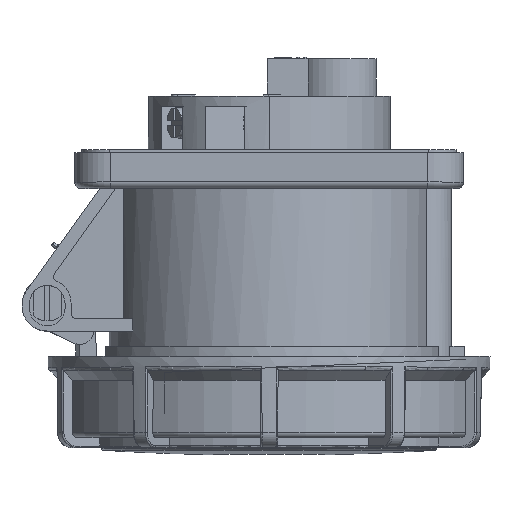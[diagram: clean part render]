
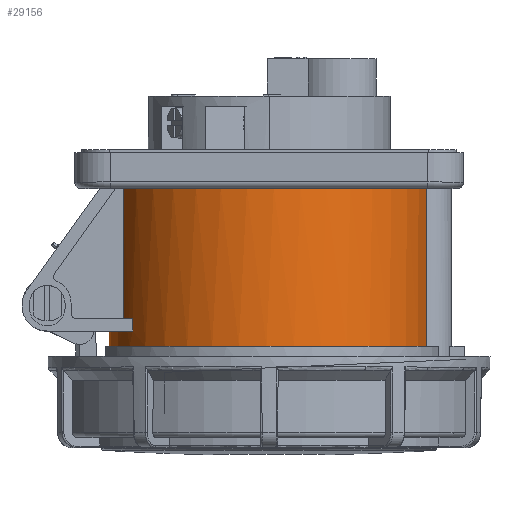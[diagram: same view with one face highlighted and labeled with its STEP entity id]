
A CAD part, top view. The second image highlights one B-rep face of the part: STEP entity #29156.
In plain terms, the highlighted cylindrical face has radius 31.6 mm (diameter 63.2 mm), a partial arc.
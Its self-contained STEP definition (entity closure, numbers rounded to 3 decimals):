
#2335=CARTESIAN_POINT('',(0.,0.,0.));
#2336=DIRECTION('',(0.,-1.,0.));
#2337=DIRECTION('',(0.98,0.,0.198));
#2338=AXIS2_PLACEMENT_3D('',#2335,#2336,#2337);
#2340=DIRECTION('',(0.,-1.,0.));
#2341=VECTOR('',#2340,2.2);
#2342=CARTESIAN_POINT('',(30.976,2.2,-6.25));
#2343=LINE('',#2342,#2341);
#2344=CARTESIAN_POINT('',(0.,2.2,0.));
#2345=DIRECTION('',(0.,1.,0.));
#2346=DIRECTION('',(0.98,0.,-0.198));
#2347=AXIS2_PLACEMENT_3D('',#2344,#2345,#2346);
#2349=DIRECTION('',(0.,1.,0.));
#2350=VECTOR('',#2349,7.1);
#2351=CARTESIAN_POINT('',(-29.805,2.2,-10.5));
#2352=LINE('',#2351,#2350);
#2353=CARTESIAN_POINT('',(0.,9.3,0.));
#2354=DIRECTION('',(0.,-1.,0.));
#2355=DIRECTION('',(-0.943,0.,-0.332));
#2356=AXIS2_PLACEMENT_3D('',#2353,#2354,#2355);
#2358=DIRECTION('',(0.,-1.,0.));
#2359=VECTOR('',#2358,31.2);
#2360=CARTESIAN_POINT('',(30.976,40.5,-6.25));
#2361=LINE('',#2360,#2359);
#2362=CARTESIAN_POINT('',(0.,40.5,0.));
#2363=DIRECTION('',(0.,-1.,0.));
#2364=DIRECTION('',(-0.911,0.,-0.411));
#2365=AXIS2_PLACEMENT_3D('',#2362,#2363,#2364);
#2367=DIRECTION('',(0.,-1.,0.));
#2368=VECTOR('',#2367,25.68);
#2369=CARTESIAN_POINT('',(-28.802,40.5,-13.));
#2370=LINE('',#2369,#2368);
#2371=DIRECTION('',(0.,-1.,0.));
#2372=VECTOR('',#2371,2.5);
#2373=CARTESIAN_POINT('',(-26.95,14.82,-16.5));
#2374=LINE('',#2373,#2372);
#2375=DIRECTION('',(0.,-1.,0.));
#2376=VECTOR('',#2375,28.18);
#2377=CARTESIAN_POINT('',(-29.805,40.5,-10.5));
#2378=LINE('',#2377,#2376);
#2379=CARTESIAN_POINT('',(0.,40.5,0.));
#2380=DIRECTION('',(0.,-1.,0.));
#2381=DIRECTION('',(-0.999,0.,-0.047));
#2382=AXIS2_PLACEMENT_3D('',#2379,#2380,#2381);
#2384=CARTESIAN_POINT('',(-31.565,40.5,1.487));
#2385=CARTESIAN_POINT('',(-31.612,40.435,
0.496));
#2386=CARTESIAN_POINT('',(-31.612,40.435,
-0.496));
#2387=CARTESIAN_POINT('',(-31.565,40.5,-1.487));
#2389=CARTESIAN_POINT('',(0.,40.5,0.));
#2390=DIRECTION('',(0.,-1.,0.));
#2391=DIRECTION('',(-0.943,0.,0.332));
#2392=AXIS2_PLACEMENT_3D('',#2389,#2390,#2391);
#2394=DIRECTION('',(0.,-1.,0.));
#2395=VECTOR('',#2394,28.18);
#2396=CARTESIAN_POINT('',(-29.805,40.5,10.5));
#2397=LINE('',#2396,#2395);
#2398=DIRECTION('',(0.,1.,0.));
#2399=VECTOR('',#2398,2.5);
#2400=CARTESIAN_POINT('',(-26.95,12.32,16.5));
#2401=LINE('',#2400,#2399);
#2402=CARTESIAN_POINT('',(0.,14.82,0.));
#2403=DIRECTION('',(0.,-1.,0.));
#2404=DIRECTION('',(-0.853,0.,0.522));
#2405=AXIS2_PLACEMENT_3D('',#2402,#2403,#2404);
#2407=DIRECTION('',(0.,1.,0.));
#2408=VECTOR('',#2407,25.68);
#2409=CARTESIAN_POINT('',(-28.802,14.82,13.));
#2410=LINE('',#2409,#2408);
#2411=CARTESIAN_POINT('',(0.,40.5,0.));
#2412=DIRECTION('',(0.,-1.,0.));
#2413=DIRECTION('',(0.98,0.,0.198));
#2414=AXIS2_PLACEMENT_3D('',#2411,#2412,#2413);
#2416=DIRECTION('',(0.,-1.,0.));
#2417=VECTOR('',#2416,31.2);
#2418=CARTESIAN_POINT('',(30.976,40.5,6.25));
#2419=LINE('',#2418,#2417);
#2420=CARTESIAN_POINT('',(0.,9.3,0.));
#2421=DIRECTION('',(0.,-1.,0.));
#2422=DIRECTION('',(0.98,0.,0.198));
#2423=AXIS2_PLACEMENT_3D('',#2420,#2421,#2422);
#2425=CARTESIAN_POINT('',(0.,2.2,0.));
#2426=DIRECTION('',(0.,1.,0.));
#2427=DIRECTION('',(-0.943,0.,0.332));
#2428=AXIS2_PLACEMENT_3D('',#2425,#2426,#2427);
#2430=DIRECTION('',(0.,-1.,0.));
#2431=VECTOR('',#2430,2.2);
#2432=CARTESIAN_POINT('',(30.976,2.2,6.25));
#2433=LINE('',#2432,#2431);
#2489=DIRECTION('',(0.,1.,0.));
#2490=VECTOR('',#2489,7.1);
#2491=CARTESIAN_POINT('',(-29.805,2.2,10.5));
#2492=LINE('',#2491,#2490);
#9427=CARTESIAN_POINT('',(0.,12.32,0.));
#9428=DIRECTION('',(0.,-1.,0.));
#9429=DIRECTION('',(-0.853,0.,0.522));
#9430=AXIS2_PLACEMENT_3D('',#9427,#9428,#9429);
#9931=CARTESIAN_POINT('',(0.,12.32,0.));
#9932=DIRECTION('',(0.,-1.,0.));
#9933=DIRECTION('',(-0.943,0.,-0.332));
#9934=AXIS2_PLACEMENT_3D('',#9931,#9932,#9933);
#10038=CARTESIAN_POINT('',(0.,14.82,0.));
#10039=DIRECTION('',(0.,1.,0.));
#10040=DIRECTION('',(-0.853,0.,-0.522));
#10041=AXIS2_PLACEMENT_3D('',#10038,#10039,#10040);
#19111=CARTESIAN_POINT('',(30.976,9.3,-6.25));
#19113=VERTEX_POINT('',#19111);
#19116=CARTESIAN_POINT('',(30.976,9.3,6.25));
#19118=VERTEX_POINT('',#19116);
#19127=CARTESIAN_POINT('',(-29.805,12.32,-10.5));
#19128=VERTEX_POINT('',#19127);
#19137=CARTESIAN_POINT('',(-29.805,12.32,10.5));
#19138=VERTEX_POINT('',#19137);
#19179=CARTESIAN_POINT('',(-26.95,12.32,-16.5));
#19180=VERTEX_POINT('',#19179);
#19181=CARTESIAN_POINT('',(-26.95,12.32,16.5));
#19182=VERTEX_POINT('',#19181);
#19193=CARTESIAN_POINT('',(-26.95,14.82,16.5));
#19195=VERTEX_POINT('',#19193);
#19215=CARTESIAN_POINT('',(-26.95,14.82,-16.5));
#19217=VERTEX_POINT('',#19215);
#19227=CARTESIAN_POINT('',(-28.802,14.82,
13.));
#19228=VERTEX_POINT('',#19227);
#19229=CARTESIAN_POINT('',(-28.802,14.82,
-13.));
#19230=VERTEX_POINT('',#19229);
#19305=CARTESIAN_POINT('',(30.976,2.2,-6.25));
#19306=CARTESIAN_POINT('',(30.976,2.2,6.25));
#19307=VERTEX_POINT('',#19305);
#19308=VERTEX_POINT('',#19306);
#19357=CARTESIAN_POINT('',(-29.805,40.5,-10.5));
#19358=VERTEX_POINT('',#19357);
#19359=CARTESIAN_POINT('',(-29.805,40.5,10.5));
#19360=VERTEX_POINT('',#19359);
#19361=CARTESIAN_POINT('',(30.976,40.5,-6.25));
#19362=VERTEX_POINT('',#19361);
#19363=CARTESIAN_POINT('',(30.976,40.5,6.25));
#19364=VERTEX_POINT('',#19363);
#19365=CARTESIAN_POINT('',(-28.802,40.5,13.));
#19366=VERTEX_POINT('',#19365);
#19367=CARTESIAN_POINT('',(-31.565,40.5,1.487));
#19368=VERTEX_POINT('',#19367);
#19369=CARTESIAN_POINT('',(-31.565,40.5,-1.487));
#19370=VERTEX_POINT('',#19369);
#19371=CARTESIAN_POINT('',(-28.802,40.5,-13.));
#19372=VERTEX_POINT('',#19371);
#19589=CARTESIAN_POINT('',(-29.805,9.3,10.5));
#19591=VERTEX_POINT('',#19589);
#19594=CARTESIAN_POINT('',(-29.805,9.3,-10.5));
#19596=VERTEX_POINT('',#19594);
#19601=CARTESIAN_POINT('',(-29.805,2.2,10.5));
#19602=VERTEX_POINT('',#19601);
#19603=CARTESIAN_POINT('',(-29.805,2.2,-10.5));
#19604=VERTEX_POINT('',#19603);
#21329=CARTESIAN_POINT('',(30.976,0.,
6.25));
#21330=CARTESIAN_POINT('',(30.976,0.,
-6.25));
#21331=VERTEX_POINT('',#21329);
#21332=VERTEX_POINT('',#21330);
#29100=CARTESIAN_POINT('',(0.,42.525,0.));
#29101=DIRECTION('',(0.,-1.,0.));
#29102=DIRECTION('',(-1.,0.,0.));
#29103=AXIS2_PLACEMENT_3D('',#29100,#29101,#29102);
#29104=CYLINDRICAL_SURFACE('',#29103,31.6);
#29105=ORIENTED_EDGE('',*,*,#23154,.T.);
#29107=ORIENTED_EDGE('',*,*,#29106,.F.);
#29109=ORIENTED_EDGE('',*,*,#29108,.T.);
#29111=ORIENTED_EDGE('',*,*,#29110,.T.);
#29113=ORIENTED_EDGE('',*,*,#29112,.T.);
#29115=ORIENTED_EDGE('',*,*,#29114,.F.);
#29117=ORIENTED_EDGE('',*,*,#29116,.F.);
#29119=ORIENTED_EDGE('',*,*,#29118,.T.);
#29121=ORIENTED_EDGE('',*,*,#29120,.F.);
#29123=ORIENTED_EDGE('',*,*,#29122,.T.);
#29125=ORIENTED_EDGE('',*,*,#29124,.F.);
#29127=ORIENTED_EDGE('',*,*,#29126,.F.);
#29129=ORIENTED_EDGE('',*,*,#29128,.F.);
#29130=ORIENTED_EDGE('',*,*,#28585,.F.);
#29132=ORIENTED_EDGE('',*,*,#29131,.F.);
#29133=ORIENTED_EDGE('',*,*,#29068,.T.);
#29135=ORIENTED_EDGE('',*,*,#29134,.F.);
#29137=ORIENTED_EDGE('',*,*,#29136,.T.);
#29139=ORIENTED_EDGE('',*,*,#29138,.T.);
#29141=ORIENTED_EDGE('',*,*,#29140,.T.);
#29143=ORIENTED_EDGE('',*,*,#29142,.F.);
#29145=ORIENTED_EDGE('',*,*,#29144,.T.);
#29147=ORIENTED_EDGE('',*,*,#29146,.T.);
#29149=ORIENTED_EDGE('',*,*,#29148,.F.);
#29151=ORIENTED_EDGE('',*,*,#29150,.T.);
#29153=ORIENTED_EDGE('',*,*,#29152,.T.);
#29154=EDGE_LOOP('',(#29105,#29107,#29109,#29111,#29113,#29115,#29117,#29119,
#29121,#29123,#29125,#29127,#29129,#29130,#29132,#29133,#29135,#29137,#29139,
#29141,#29143,#29145,#29147,#29149,#29151,#29153));
#29155=FACE_OUTER_BOUND('',#29154,.F.);
#2339=CIRCLE('',#2338,31.6);
#2348=CIRCLE('',#2347,31.6);
#2357=CIRCLE('',#2356,31.6);
#2366=CIRCLE('',#2365,31.6);
#2383=CIRCLE('',#2382,31.6);
#2388=B_SPLINE_CURVE_WITH_KNOTS('',3,(#2384,#2385,#2386,#2387),.UNSPECIFIED.,
.F.,.F.,(4,4),(0.,1.),.UNSPECIFIED.);
#2393=CIRCLE('',#2392,31.6);
#2406=CIRCLE('',#2405,31.6);
#2415=CIRCLE('',#2414,31.6);
#2424=CIRCLE('',#2423,31.6);
#2429=CIRCLE('',#2428,31.6);
#9431=CIRCLE('',#9430,31.6);
#9935=CIRCLE('',#9934,31.6);
#10042=CIRCLE('',#10041,31.6);
#23154=EDGE_CURVE('',#21331,#21332,#2339,.T.);
#28585=EDGE_CURVE('',#19368,#19370,#2388,.T.);
#29068=EDGE_CURVE('',#19360,#19138,#2397,.T.);
#29106=EDGE_CURVE('',#19307,#21332,#2343,.T.);
#29108=EDGE_CURVE('',#19307,#19604,#2348,.T.);
#29110=EDGE_CURVE('',#19604,#19596,#2352,.T.);
#29112=EDGE_CURVE('',#19596,#19113,#2357,.T.);
#29114=EDGE_CURVE('',#19362,#19113,#2361,.T.);
#29116=EDGE_CURVE('',#19372,#19362,#2366,.T.);
#29118=EDGE_CURVE('',#19372,#19230,#2370,.T.);
#29120=EDGE_CURVE('',#19217,#19230,#10042,.T.);
#29122=EDGE_CURVE('',#19217,#19180,#2374,.T.);
#29124=EDGE_CURVE('',#19128,#19180,#9935,.T.);
#29126=EDGE_CURVE('',#19358,#19128,#2378,.T.);
#29128=EDGE_CURVE('',#19370,#19358,#2383,.T.);
#29131=EDGE_CURVE('',#19360,#19368,#2393,.T.);
#29134=EDGE_CURVE('',#19182,#19138,#9431,.T.);
#29136=EDGE_CURVE('',#19182,#19195,#2401,.T.);
#29138=EDGE_CURVE('',#19195,#19228,#2406,.T.);
#29140=EDGE_CURVE('',#19228,#19366,#2410,.T.);
#29142=EDGE_CURVE('',#19364,#19366,#2415,.T.);
#29144=EDGE_CURVE('',#19364,#19118,#2419,.T.);
#29146=EDGE_CURVE('',#19118,#19591,#2424,.T.);
#29148=EDGE_CURVE('',#19602,#19591,#2492,.T.);
#29150=EDGE_CURVE('',#19602,#19308,#2429,.T.);
#29152=EDGE_CURVE('',#19308,#21331,#2433,.T.);
#29156=ADVANCED_FACE('',(#29155),#29104,.T.);
